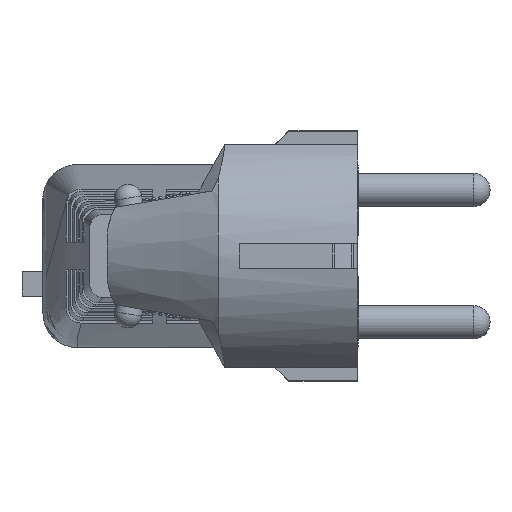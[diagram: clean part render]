
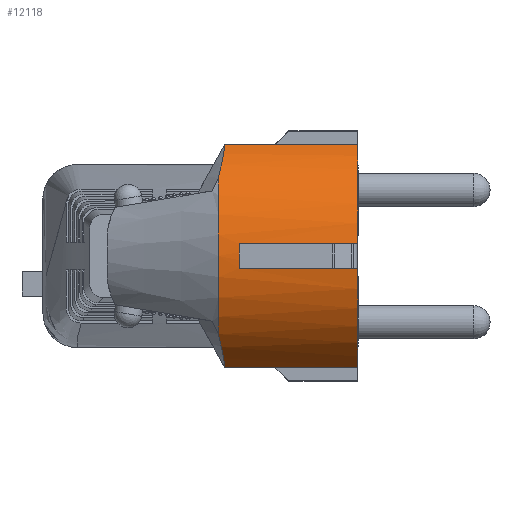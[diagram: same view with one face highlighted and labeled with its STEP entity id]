
A CAD part, left-side view. The second image highlights one B-rep face of the part: STEP entity #12118.
In plain terms, the highlighted cylindrical face has radius 18 mm (diameter 36 mm), a partial arc.
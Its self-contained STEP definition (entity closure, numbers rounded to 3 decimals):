
#71 = CARTESIAN_POINT ( 'NONE',  ( 19.225, -10.022, 14.953 ) ) ;
#177 = CARTESIAN_POINT ( 'NONE',  ( 19.285, -10.544, 14.59 ) ) ;
#433 = VERTEX_POINT ( 'NONE', #15166 ) ;
#652 = AXIS2_PLACEMENT_3D ( 'NONE', #2093, #4108, #5493 ) ;
#750 = AXIS2_PLACEMENT_3D ( 'NONE', #15831, #11057, #15229 ) ;
#1300 = CARTESIAN_POINT ( 'NONE',  ( 19.398, -11.358, -13.964 ) ) ;
#1410 = CIRCLE ( 'NONE', #5144, 18. ) ;
#1492 = B_SPLINE_CURVE_WITH_KNOTS ( 'NONE', 3,
 ( #11754, #14737, #14528, #1662, #20961, #19588, #8035, #8134, #9943, #9831, #1970, #14633, #11650, #177, #4851, #17994, #71, #6561, #19381, #12926 ),
 .UNSPECIFIED., .F., .F.,
 ( 4, 2, 2, 1, 1, 2, 2, 2, 2, 2, 4 ),
 ( 0., 0.25, 0.375, 0.437, 0.469, 0.484, 0.5, 0.625, 0.687, 0.75, 1. ),
 .UNSPECIFIED. ) ;
#1592 = CARTESIAN_POINT ( 'NONE',  ( 19.086, -8.246, 16. ) ) ;
#1662 = CARTESIAN_POINT ( 'NONE',  ( 19.618, -12.577, 12.881 ) ) ;
#1842 = VERTEX_POINT ( 'NONE', #1592 ) ;
#1855 = VECTOR ( 'NONE', #5676, 1000. ) ;
#1908 = CARTESIAN_POINT ( 'NONE',  ( 36., -17.915, 1.75 ) ) ;
#1970 = CARTESIAN_POINT ( 'NONE',  ( 19.412, -11.451, 13.888 ) ) ;
#2093 = CARTESIAN_POINT ( 'NONE',  ( 20., 0., 0. ) ) ;
#2367 = CYLINDRICAL_SURFACE ( 'NONE', #750, 18. ) ;
#2673 = VERTEX_POINT ( 'NONE', #16202 ) ;
#2681 = CARTESIAN_POINT ( 'NONE',  ( 19.151, -9.223, -15.458 ) ) ;
#2737 = ORIENTED_EDGE ( 'NONE', *, *, #20742, .T. ) ;
#2791 = CARTESIAN_POINT ( 'NONE',  ( 19.199, -9.757, -15.127 ) ) ;
#2878 = LINE ( 'NONE', #16905, #19365 ) ;
#2898 = CARTESIAN_POINT ( 'NONE',  ( 20., -14.065, -11.233 ) ) ;
#3542 = DIRECTION ( 'NONE',  ( 0., 0., 1. ) ) ;
#3661 = ORIENTED_EDGE ( 'NONE', *, *, #17214, .T. ) ;
#3746 = CARTESIAN_POINT ( 'NONE',  ( 20., -14.065, -11.233 ) ) ;
#4108 = DIRECTION ( 'NONE',  ( 1., 0., 0. ) ) ;
#4153 = CARTESIAN_POINT ( 'NONE',  ( 0., -8.246, -16. ) ) ;
#4166 = CARTESIAN_POINT ( 'NONE',  ( 19.388, -11.297, -14.014 ) ) ;
#4269 = CARTESIAN_POINT ( 'NONE',  ( 19.754, -13.262, -12.239 ) ) ;
#4378 = CARTESIAN_POINT ( 'NONE',  ( 19.556, -12.369, -13.135 ) ) ;
#4832 = DIRECTION ( 'NONE',  ( 1., 0., 0. ) ) ;
#4851 = CARTESIAN_POINT ( 'NONE',  ( 19.269, -10.415, 14.682 ) ) ;
#5092 = CARTESIAN_POINT ( 'NONE',  ( 0., 0., 0. ) ) ;
#5144 = AXIS2_PLACEMENT_3D ( 'NONE', #5092, #19932, #18446 ) ;
#5180 = ORIENTED_EDGE ( 'NONE', *, *, #14978, .T. ) ;
#5262 = VERTEX_POINT ( 'NONE', #8328 ) ;
#5493 = DIRECTION ( 'NONE',  ( 0., 0., -1. ) ) ;
#5676 = DIRECTION ( 'NONE',  ( 1., 0., 0. ) ) ;
#5706 = EDGE_CURVE ( 'NONE', #1842, #2673, #12676, .T. ) ;
#5883 = CIRCLE ( 'NONE', #7251, 18. ) ;
#6192 = CARTESIAN_POINT ( 'NONE',  ( 19.317, -10.797, -14.403 ) ) ;
#6561 = CARTESIAN_POINT ( 'NONE',  ( 19.159, -9.367, 15.383 ) ) ;
#6794 = VERTEX_POINT ( 'NONE', #3746 ) ;
#7251 = AXIS2_PLACEMENT_3D ( 'NONE', #19460, #4832, #3542 ) ;
#7355 = CARTESIAN_POINT ( 'NONE',  ( 19.086, -8.246, -16. ) ) ;
#7474 = EDGE_CURVE ( 'NONE', #2673, #13774, #1410, .T. ) ;
#7682 = CARTESIAN_POINT ( 'NONE',  ( 19.374, -11.204, -14.088 ) ) ;
#8035 = CARTESIAN_POINT ( 'NONE',  ( 19.475, -11.833, 13.566 ) ) ;
#8134 = CARTESIAN_POINT ( 'NONE',  ( 19.441, -11.627, 13.741 ) ) ;
#8328 = CARTESIAN_POINT ( 'NONE',  ( 17., -17.915, 1.75 ) ) ;
#8479 = VERTEX_POINT ( 'NONE', #4153 ) ;
#8774 = LINE ( 'NONE', #1908, #15011 ) ;
#8999 = VECTOR ( 'NONE', #15957, 1000. ) ;
#9048 = CARTESIAN_POINT ( 'NONE',  ( 19.186, -9.626, -15.21 ) ) ;
#9373 = ORIENTED_EDGE ( 'NONE', *, *, #7474, .T. ) ;
#9436 = ORIENTED_EDGE ( 'NONE', *, *, #15793, .T. ) ;
#9744 = CARTESIAN_POINT ( 'NONE',  ( 0., 0., 0. ) ) ;
#9831 = CARTESIAN_POINT ( 'NONE',  ( 19.417, -11.48, 13.864 ) ) ;
#9943 = CARTESIAN_POINT ( 'NONE',  ( 19.426, -11.539, 13.815 ) ) ;
#10031 = CARTESIAN_POINT ( 'NONE',  ( 17., -17.915, -1.75 ) ) ;
#10129 = AXIS2_PLACEMENT_3D ( 'NONE', #9744, #20872, #17704 ) ;
#10441 = FACE_OUTER_BOUND ( 'NONE', #16064, .T. ) ;
#10651 = CARTESIAN_POINT ( 'NONE',  ( 19.402, -11.39, -13.938 ) ) ;
#11057 = DIRECTION ( 'NONE',  ( 1., 0., 0. ) ) ;
#11080 = CARTESIAN_POINT ( 'NONE',  ( 36., -8.246, 16. ) ) ;
#11650 = CARTESIAN_POINT ( 'NONE',  ( 19.333, -10.926, 14.308 ) ) ;
#11754 = CARTESIAN_POINT ( 'NONE',  ( 20., -14.065, 11.233 ) ) ;
#12078 = VERTEX_POINT ( 'NONE', #17509 ) ;
#12111 = EDGE_CURVE ( 'NONE', #433, #8479, #2878, .T. ) ;
#12118 = ADVANCED_FACE ( 'NONE', ( #10441 ), #2367, .T. ) ;
#12562 = CARTESIAN_POINT ( 'NONE',  ( 19.268, -10.415, -14.684 ) ) ;
#12676 = LINE ( 'NONE', #11080, #8999 ) ;
#12911 = EDGE_CURVE ( 'NONE', #14114, #6794, #13542, .T. ) ;
#12926 = CARTESIAN_POINT ( 'NONE',  ( 19.086, -8.246, 16. ) ) ;
#13098 = ORIENTED_EDGE ( 'NONE', *, *, #12911, .F. ) ;
#13377 = EDGE_CURVE ( 'NONE', #12078, #19541, #15243, .T. ) ;
#13448 = ORIENTED_EDGE ( 'NONE', *, *, #12111, .F. ) ;
#13542 = CIRCLE ( 'NONE', #652, 18. ) ;
#13576 = ORIENTED_EDGE ( 'NONE', *, *, #13377, .F. ) ;
#13774 = VERTEX_POINT ( 'NONE', #16034 ) ;
#13780 = CARTESIAN_POINT ( 'NONE',  ( 20., -14.065, 11.233 ) ) ;
#13873 = ORIENTED_EDGE ( 'NONE', *, *, #19289, .F. ) ;
#14114 = VERTEX_POINT ( 'NONE', #13780 ) ;
#14528 = CARTESIAN_POINT ( 'NONE',  ( 19.766, -13.24, 12.211 ) ) ;
#14633 = CARTESIAN_POINT ( 'NONE',  ( 19.369, -11.176, 14.114 ) ) ;
#14737 = CARTESIAN_POINT ( 'NONE',  ( 19.877, -13.663, 11.736 ) ) ;
#14978 = EDGE_CURVE ( 'NONE', #433, #6794, #15538, .T. ) ;
#15011 = VECTOR ( 'NONE', #18744, 1000. ) ;
#15166 = CARTESIAN_POINT ( 'NONE',  ( 19.086, -8.246, -16. ) ) ;
#15229 = DIRECTION ( 'NONE',  ( 0., 0., -1. ) ) ;
#15243 = LINE ( 'NONE', #20097, #1855 ) ;
#15335 = DIRECTION ( 'NONE',  ( -1., 0., 0. ) ) ;
#15369 = ORIENTED_EDGE ( 'NONE', *, *, #5706, .T. ) ;
#15538 = B_SPLINE_CURVE_WITH_KNOTS ( 'NONE', 3,
 ( #7355, #17212, #18913, #2681, #17426, #9048, #2791, #20287, #12562, #6192, #19022, #7682, #4166, #1300, #10651, #4378, #4269, #2898 ),
 .UNSPECIFIED., .F., .F.,
 ( 4, 2, 2, 2, 2, 1, 1, 2, 2, 4 ),
 ( 0., 0.125, 0.187, 0.25, 0.375, 0.437, 0.469, 0.484, 0.5, 1. ),
 .UNSPECIFIED. ) ;
#15793 = EDGE_CURVE ( 'NONE', #5262, #19541, #5883, .T. ) ;
#15831 = CARTESIAN_POINT ( 'NONE',  ( 36., 0., 0. ) ) ;
#15957 = DIRECTION ( 'NONE',  ( -1., 0., 0. ) ) ;
#16034 = CARTESIAN_POINT ( 'NONE',  ( 0., -17.915, 1.75 ) ) ;
#16064 = EDGE_LOOP ( 'NONE', ( #13576, #2737, #13448, #5180, #13098, #3661, #15369, #9373, #13873, #9436 ) ) ;
#16202 = CARTESIAN_POINT ( 'NONE',  ( 0., -8.246, 16. ) ) ;
#16905 = CARTESIAN_POINT ( 'NONE',  ( 36., -8.246, -16. ) ) ;
#17212 = CARTESIAN_POINT ( 'NONE',  ( 19.102, -8.532, -15.853 ) ) ;
#17214 = EDGE_CURVE ( 'NONE', #14114, #1842, #1492, .T. ) ;
#17426 = CARTESIAN_POINT ( 'NONE',  ( 19.163, -9.359, -15.377 ) ) ;
#17509 = CARTESIAN_POINT ( 'NONE',  ( 0., -17.915, -1.75 ) ) ;
#17704 = DIRECTION ( 'NONE',  ( 0., 0., -1. ) ) ;
#17994 = CARTESIAN_POINT ( 'NONE',  ( 19.239, -10.155, 14.863 ) ) ;
#18446 = DIRECTION ( 'NONE',  ( 0., 0., -1. ) ) ;
#18744 = DIRECTION ( 'NONE',  ( -1., 0., 0. ) ) ;
#18913 = CARTESIAN_POINT ( 'NONE',  ( 19.12, -8.812, -15.699 ) ) ;
#19022 = CARTESIAN_POINT ( 'NONE',  ( 19.342, -10.987, -14.26 ) ) ;
#19289 = EDGE_CURVE ( 'NONE', #5262, #13774, #8774, .T. ) ;
#19365 = VECTOR ( 'NONE', #15335, 1000. ) ;
#19381 = CARTESIAN_POINT ( 'NONE',  ( 19.117, -8.819, 15.705 ) ) ;
#19460 = CARTESIAN_POINT ( 'NONE',  ( 17., 0., 0. ) ) ;
#19541 = VERTEX_POINT ( 'NONE', #10031 ) ;
#19588 = CARTESIAN_POINT ( 'NONE',  ( 19.507, -12.006, 13.412 ) ) ;
#19932 = DIRECTION ( 'NONE',  ( 1., 0., 0. ) ) ;
#20097 = CARTESIAN_POINT ( 'NONE',  ( 36., -17.915, -1.75 ) ) ;
#20287 = CARTESIAN_POINT ( 'NONE',  ( 19.239, -10.155, -14.866 ) ) ;
#20372 = CIRCLE ( 'NONE', #10129, 18. ) ;
#20742 = EDGE_CURVE ( 'NONE', #12078, #8479, #20372, .T. ) ;
#20872 = DIRECTION ( 'NONE',  ( 1., 0., 0. ) ) ;
#20961 = CARTESIAN_POINT ( 'NONE',  ( 19.572, -12.351, 13.098 ) ) ;
